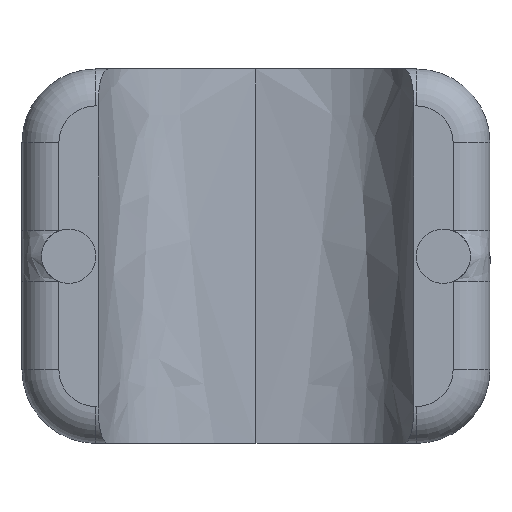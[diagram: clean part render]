
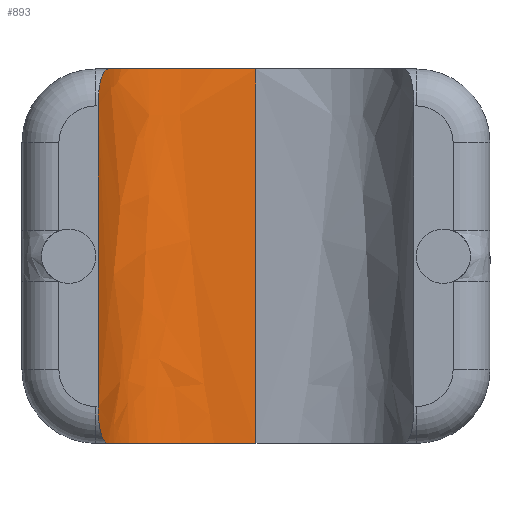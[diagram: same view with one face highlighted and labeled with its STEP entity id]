
A CAD part, front view. The second image highlights one B-rep face of the part: STEP entity #893.
In plain terms, the highlighted free-form (B-spline) face has degree [3, 1] with [4, 2] control points.
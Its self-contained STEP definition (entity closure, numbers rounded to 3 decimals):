
#254 = DIRECTION ( 'NONE',  ( 0., 0., 1. ) ) ;
#290 = CARTESIAN_POINT ( 'NONE',  ( 1.174, 0.5, 5.08 ) ) ;
#369 = CARTESIAN_POINT ( 'NONE',  ( 1.174, 0.5, 5.08 ) ) ;
#487 = CARTESIAN_POINT ( 'NONE',  ( 1.095, 0.244, 0.051 ) ) ;
#523 = VERTEX_POINT ( 'NONE', #3293 ) ;
#569 = B_SPLINE_CURVE_WITH_KNOTS ( 'NONE', 3,
 ( #3296, #1884, #3217, #3992 ),
 .UNSPECIFIED., .F., .F.,
 ( 4, 4 ),
 ( 0., 0.83 ),
 .UNSPECIFIED. ) ;
#893 = ADVANCED_FACE ( 'NONE', ( #3015 ), #2734, .F. ) ;
#1176 = EDGE_CURVE ( 'NONE', #1838, #1967, #1336, .T. ) ;
#1183 = CARTESIAN_POINT ( 'NONE',  ( 1.032, 0., 0.365 ) ) ;
#1211 = CARTESIAN_POINT ( 'NONE',  ( 1.046, 0.057, 0.234 ) ) ;
#1239 = VERTEX_POINT ( 'NONE', #2333 ) ;
#1336 = B_SPLINE_CURVE_WITH_KNOTS ( 'NONE', 3,
 ( #1538, #1183, #1211, #487, #2618, #1908 ),
 .UNSPECIFIED., .F., .F.,
 ( 4, 2, 4 ),
 ( 0., 0., 0.001 ),
 .UNSPECIFIED. ) ;
#1353 = LINE ( 'NONE', #4486, #2620 ) ;
#1360 = EDGE_CURVE ( 'NONE', #2496, #523, #1353, .T. ) ;
#1368 = CARTESIAN_POINT ( 'NONE',  ( 3.175, 1.58, 5.08 ) ) ;
#1372 = ORIENTED_EDGE ( 'NONE', *, *, #2202, .F. ) ;
#1526 = CARTESIAN_POINT ( 'NONE',  ( 3.175, 1.58, 0. ) ) ;
#1538 = CARTESIAN_POINT ( 'NONE',  ( 1.032, 0., 0.5 ) ) ;
#1543 = VECTOR ( 'NONE', #254, 1000. ) ;
#1593 = CARTESIAN_POINT ( 'NONE',  ( 1.585, 1.58, 5.08 ) ) ;
#1613 = CARTESIAN_POINT ( 'NONE',  ( 1.585, 1.58, 0. ) ) ;
#1664 = CARTESIAN_POINT ( 'NONE',  ( 1.032, 0., 0. ) ) ;
#1694 = ORIENTED_EDGE ( 'NONE', *, *, #1360, .T. ) ;
#1778 = CARTESIAN_POINT ( 'NONE',  ( 1.13, 0.373, 5.08 ) ) ;
#1838 = VERTEX_POINT ( 'NONE', #2872 ) ;
#1841 = EDGE_LOOP ( 'NONE', ( #2331, #2869, #2729, #4482, #1372, #1694 ) ) ;
#1878 = CARTESIAN_POINT ( 'NONE',  ( 1.294, 1.081, 5.08 ) ) ;
#1883 = CARTESIAN_POINT ( 'NONE',  ( 1.174, 0.5, 0. ) ) ;
#1884 = CARTESIAN_POINT ( 'NONE',  ( 1.855, 1.58, 0. ) ) ;
#1908 = CARTESIAN_POINT ( 'NONE',  ( 1.174, 0.5, 0. ) ) ;
#1967 = VERTEX_POINT ( 'NONE', #1883 ) ;
#2043 = B_SPLINE_CURVE_WITH_KNOTS ( 'NONE', 3,
 ( #290, #1778, #3140, #2420, #3551, #3112 ),
 .UNSPECIFIED., .F., .F.,
 ( 4, 2, 4 ),
 ( 0., 0., 0.001 ),
 .UNSPECIFIED. ) ;
#2202 = EDGE_CURVE ( 'NONE', #2496, #1967, #569, .T. ) ;
#2331 = ORIENTED_EDGE ( 'NONE', *, *, #3695, .T. ) ;
#2333 = CARTESIAN_POINT ( 'NONE',  ( 1.174, 0.5, 5.08 ) ) ;
#2420 = CARTESIAN_POINT ( 'NONE',  ( 1.046, 0.057, 4.846 ) ) ;
#2496 = VERTEX_POINT ( 'NONE', #2646 ) ;
#2618 = CARTESIAN_POINT ( 'NONE',  ( 1.13, 0.373, 0. ) ) ;
#2620 = VECTOR ( 'NONE', #2762, 1000. ) ;
#2646 = CARTESIAN_POINT ( 'NONE',  ( 3.175, 1.58, 0. ) ) ;
#2729 = ORIENTED_EDGE ( 'NONE', *, *, #4499, .F. ) ;
#2734 = B_SPLINE_SURFACE_WITH_KNOTS ( 'NONE', 3, 1, ( 
 ( #1526, #2951 ),
 ( #1613, #1593 ),
 ( #3308, #1878 ),
 ( #3272, #3361 ) ),
 .UNSPECIFIED., .F., .F., .F.,
 ( 4, 4 ),
 ( 2, 2 ),
 ( 0., 1. ),
 ( 0., 1. ),
 .UNSPECIFIED. ) ;
#2762 = DIRECTION ( 'NONE',  ( 0., 0., 1. ) ) ;
#2869 = ORIENTED_EDGE ( 'NONE', *, *, #3976, .T. ) ;
#2872 = CARTESIAN_POINT ( 'NONE',  ( 1.032, 0., 0.5 ) ) ;
#2883 = CARTESIAN_POINT ( 'NONE',  ( 1.032, 0., 4.58 ) ) ;
#2922 = B_SPLINE_CURVE_WITH_KNOTS ( 'NONE', 3,
 ( #1368, #3146, #4560, #369 ),
 .UNSPECIFIED., .F., .F.,
 ( 4, 4 ),
 ( 0., 0.83 ),
 .UNSPECIFIED. ) ;
#2951 = CARTESIAN_POINT ( 'NONE',  ( 3.175, 1.58, 5.08 ) ) ;
#3015 = FACE_OUTER_BOUND ( 'NONE', #1841, .T. ) ;
#3112 = CARTESIAN_POINT ( 'NONE',  ( 1.032, 0., 4.58 ) ) ;
#3140 = CARTESIAN_POINT ( 'NONE',  ( 1.095, 0.245, 5.029 ) ) ;
#3146 = CARTESIAN_POINT ( 'NONE',  ( 1.855, 1.58, 5.08 ) ) ;
#3217 = CARTESIAN_POINT ( 'NONE',  ( 1.43, 1.236, 0. ) ) ;
#3272 = CARTESIAN_POINT ( 'NONE',  ( 1.032, 0., 0. ) ) ;
#3293 = CARTESIAN_POINT ( 'NONE',  ( 3.175, 1.58, 5.08 ) ) ;
#3296 = CARTESIAN_POINT ( 'NONE',  ( 3.175, 1.58, 0. ) ) ;
#3308 = CARTESIAN_POINT ( 'NONE',  ( 1.294, 1.081, 0. ) ) ;
#3361 = CARTESIAN_POINT ( 'NONE',  ( 1.032, 0., 5.08 ) ) ;
#3551 = CARTESIAN_POINT ( 'NONE',  ( 1.033, 0., 4.715 ) ) ;
#3695 = EDGE_CURVE ( 'NONE', #523, #1239, #2922, .T. ) ;
#3863 = VERTEX_POINT ( 'NONE', #2883 ) ;
#3976 = EDGE_CURVE ( 'NONE', #1239, #3863, #2043, .T. ) ;
#3992 = CARTESIAN_POINT ( 'NONE',  ( 1.174, 0.5, 0. ) ) ;
#4482 = ORIENTED_EDGE ( 'NONE', *, *, #1176, .T. ) ;
#4486 = CARTESIAN_POINT ( 'NONE',  ( 3.175, 1.58, 0. ) ) ;
#4499 = EDGE_CURVE ( 'NONE', #1838, #3863, #4507, .T. ) ;
#4507 = LINE ( 'NONE', #1664, #1543 ) ;
#4560 = CARTESIAN_POINT ( 'NONE',  ( 1.43, 1.236, 5.08 ) ) ;
